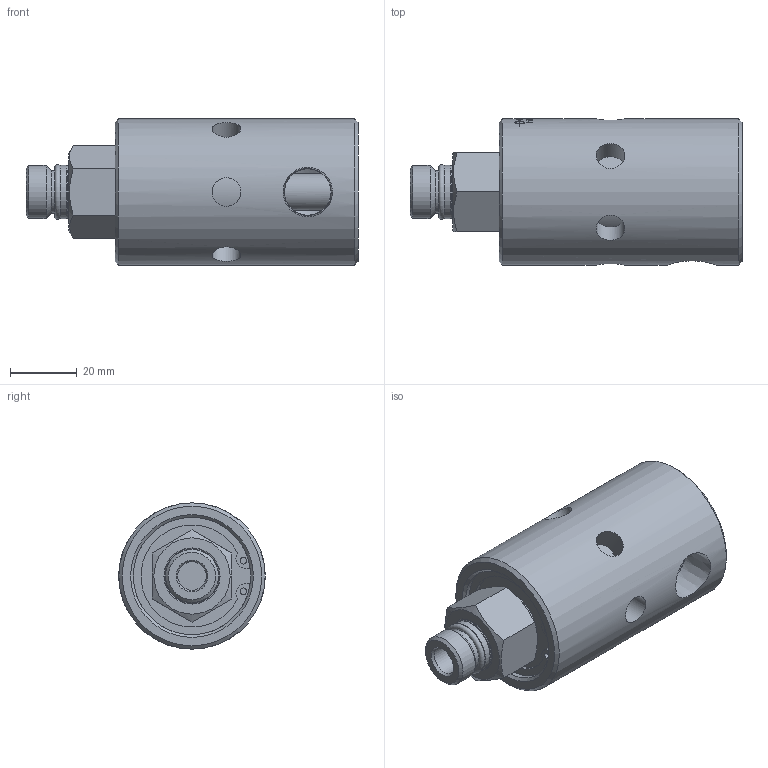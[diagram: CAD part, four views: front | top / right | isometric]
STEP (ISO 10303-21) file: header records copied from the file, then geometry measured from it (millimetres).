
FILE_DESCRIPTION(/* description */ (''),/* implementation_level */ '2;1');
FILE_NAME(/* name */ '1116-672-043-IC.stp',/* time_stamp */ '2020-05-14T13:40:39-05:00',/* author */ ('moorera'),/* organization */ (''),/* preprocessor_version */ 'ST-DEVELOPER v18.1',/* originating_system */ 'Autodesk Inventor 2020',/* authorisation */ '');
FILE_SCHEMA (('AUTOMOTIVE_DESIGN { 1 0 10303 214 3 1 1 }'));
Products named in the file (1): 1116-672-043-IC
Bounding box: 99.2 x 43.7 x 43.7 mm (x, y, z)
Volume: 108985.4 mm3; surface area: 19024.2 mm2
Topology: 2 solids, 2 shells, 365 faces, 965 edges, 649 vertices
Faces by surface type: bspline 172, plane 113, cylinder 64, cone 13, torus 3
Full cylindrical faces by diameter (mm): 1.981 x2, 8.5 x1, 8.6 x6, 12.8 x1, 13.889 x1, 15.839 x1, 15.872 x1, 19.84 x1, 35.08 x1, 37.25 x1, 43.7 x1
Entity records: 48971 total; most frequent: CARTESIAN_POINT 40561, ORIENTED_EDGE 1930, DIRECTION 1318, EDGE_CURVE 965, VERTEX_POINT 649, AXIS2_PLACEMENT_3D 475, EDGE_LOOP 414, LINE 368
